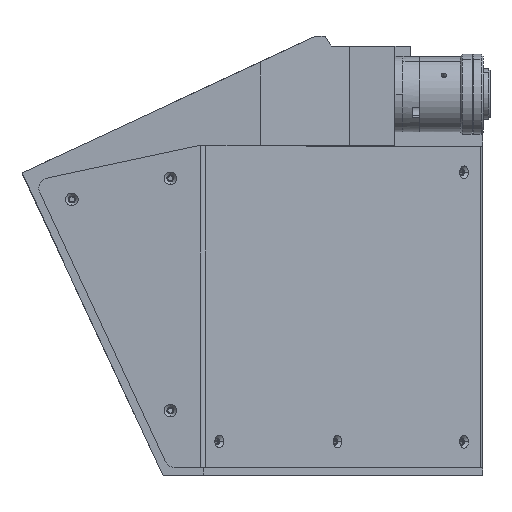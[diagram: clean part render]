
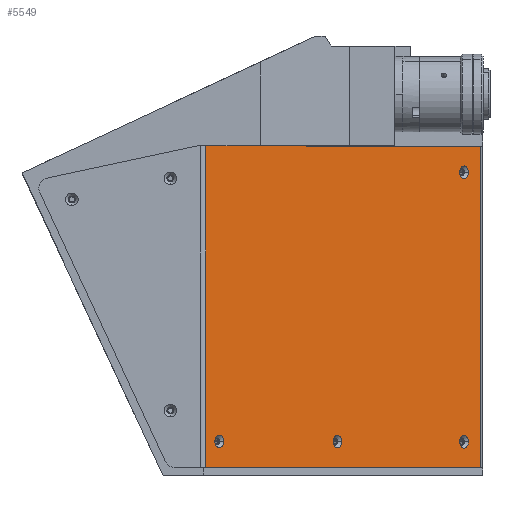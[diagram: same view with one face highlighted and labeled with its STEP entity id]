
A CAD part, top view. The second image highlights one B-rep face of the part: STEP entity #5549.
In plain terms, the highlighted planar face has unit normal (0.707, 0, 0.707).
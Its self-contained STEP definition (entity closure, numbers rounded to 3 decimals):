
#59 = CARTESIAN_POINT ( 'NONE',  ( 90.719, 57., 48.965 ) ) ;
#69 = AXIS2_PLACEMENT_3D ( 'NONE', #59, #5651, #7491 ) ;
#83 = CIRCLE ( 'NONE', #4678, 3.15 ) ;
#294 = DIRECTION ( 'NONE',  ( 0.707, 0., 0.707 ) ) ;
#600 = CARTESIAN_POINT ( 'NONE',  ( -39.716, 70., 179.4 ) ) ;
#632 = EDGE_CURVE ( 'NONE', #5653, #4871, #3445, .T. ) ;
#644 = EDGE_CURVE ( 'NONE', #3607, #6093, #5696, .T. ) ;
#692 = ORIENTED_EDGE ( 'NONE', *, *, #7141, .F. ) ;
#797 = VERTEX_POINT ( 'NONE', #2769 ) ;
#805 = AXIS2_PLACEMENT_3D ( 'NONE', #2994, #1207, #3110 ) ;
#821 = DIRECTION ( 'NONE',  ( 0., 1., 0. ) ) ;
#938 = DIRECTION ( 'NONE',  ( 0.707, 0., 0.707 ) ) ;
#1152 = CARTESIAN_POINT ( 'NONE',  ( -29.622, -78., 169.306 ) ) ;
#1207 = DIRECTION ( 'NONE',  ( 0.707, 0., 0.707 ) ) ;
#1401 = DIRECTION ( 'NONE',  ( 0.707, 0., 0.707 ) ) ;
#1430 = CARTESIAN_POINT ( 'NONE',  ( 90.719, -78., 48.965 ) ) ;
#1484 = VERTEX_POINT ( 'NONE', #5568 ) ;
#1502 = DIRECTION ( 'NONE',  ( 0., -1., 0. ) ) ;
#1772 = EDGE_CURVE ( 'NONE', #4871, #5653, #2679, .T. ) ;
#2244 = EDGE_LOOP ( 'NONE', ( #8315, #9829, #4658, #6391 ) ) ;
#2316 = DIRECTION ( 'NONE',  ( 0.707, 0., -0.707 ) ) ;
#2408 = VECTOR ( 'NONE', #821, 1000. ) ;
#2442 = CARTESIAN_POINT ( 'NONE',  ( 27.314, -78., 112.371 ) ) ;
#2458 = DIRECTION ( 'NONE',  ( 0.707, 0., -0.707 ) ) ;
#2526 = PLANE ( 'NONE',  #9687 ) ;
#2626 = CARTESIAN_POINT ( 'NONE',  ( -31.849, -78., 171.534 ) ) ;
#2679 = CIRCLE ( 'NONE', #8938, 3.15 ) ;
#2742 = CARTESIAN_POINT ( 'NONE',  ( 98.828, 70., 40.856 ) ) ;
#2763 = CARTESIAN_POINT ( 'NONE',  ( 90.719, 57., 48.965 ) ) ;
#2769 = CARTESIAN_POINT ( 'NONE',  ( 92.947, 57., 46.738 ) ) ;
#2808 = LINE ( 'NONE', #600, #10077 ) ;
#2831 = ORIENTED_EDGE ( 'NONE', *, *, #6609, .F. ) ;
#2994 = CARTESIAN_POINT ( 'NONE',  ( -31.849, -78., 171.534 ) ) ;
#3098 = ORIENTED_EDGE ( 'NONE', *, *, #632, .F. ) ;
#3110 = DIRECTION ( 'NONE',  ( 0.707, 0., -0.707 ) ) ;
#3445 = CIRCLE ( 'NONE', #7591, 3.15 ) ;
#3466 = CARTESIAN_POINT ( 'NONE',  ( -39.716, 346.506, 179.4 ) ) ;
#3516 = VERTEX_POINT ( 'NONE', #4166 ) ;
#3607 = VERTEX_POINT ( 'NONE', #12068 ) ;
#3741 = ORIENTED_EDGE ( 'NONE', *, *, #1772, .F. ) ;
#3821 = ORIENTED_EDGE ( 'NONE', *, *, #4867, .F. ) ;
#3938 = AXIS2_PLACEMENT_3D ( 'NONE', #2626, #4506, #11088 ) ;
#4166 = CARTESIAN_POINT ( 'NONE',  ( 25.086, -78., 114.598 ) ) ;
#4371 = AXIS2_PLACEMENT_3D ( 'NONE', #2763, #938, #9504 ) ;
#4420 = CARTESIAN_POINT ( 'NONE',  ( -38.544, 346.506, 178.228 ) ) ;
#4470 = EDGE_LOOP ( 'NONE', ( #12146, #2831 ) ) ;
#4506 = DIRECTION ( 'NONE',  ( 0.707, 0., 0.707 ) ) ;
#4622 = CARTESIAN_POINT ( 'NONE',  ( 90.719, -78., 48.965 ) ) ;
#4658 = ORIENTED_EDGE ( 'NONE', *, *, #8200, .F. ) ;
#4678 = AXIS2_PLACEMENT_3D ( 'NONE', #7945, #294, #11828 ) ;
#4718 = VECTOR ( 'NONE', #10088, 1000. ) ;
#4867 = EDGE_CURVE ( 'NONE', #6908, #3516, #83, .T. ) ;
#4871 = VERTEX_POINT ( 'NONE', #8942 ) ;
#4967 = EDGE_LOOP ( 'NONE', ( #7673, #7737 ) ) ;
#4999 = EDGE_CURVE ( 'NONE', #1484, #3607, #10769, .T. ) ;
#5056 = EDGE_CURVE ( 'NONE', #10957, #1484, #8109, .T. ) ;
#5114 = VECTOR ( 'NONE', #1502, 1000. ) ;
#5549 = ADVANCED_FACE ( 'NONE', ( #6195, #11386, #8134, #12270, #9756 ), #2526, .F. ) ;
#5568 = CARTESIAN_POINT ( 'NONE',  ( -38.544, -91., 178.228 ) ) ;
#5591 = CARTESIAN_POINT ( 'NONE',  ( 88.492, 57., 51.192 ) ) ;
#5651 = DIRECTION ( 'NONE',  ( 0.707, 0., 0.707 ) ) ;
#5653 = VERTEX_POINT ( 'NONE', #10390 ) ;
#5696 = LINE ( 'NONE', #11157, #2408 ) ;
#6062 = CARTESIAN_POINT ( 'NONE',  ( -38.544, 70., 178.228 ) ) ;
#6093 = VERTEX_POINT ( 'NONE', #2742 ) ;
#6195 = FACE_BOUND ( 'NONE', #10895, .T. ) ;
#6391 = ORIENTED_EDGE ( 'NONE', *, *, #5056, .T. ) ;
#6609 = EDGE_CURVE ( 'NONE', #11080, #797, #7558, .T. ) ;
#6908 = VERTEX_POINT ( 'NONE', #9458 ) ;
#6954 = EDGE_CURVE ( 'NONE', #797, #11080, #11839, .T. ) ;
#7092 = DIRECTION ( 'NONE',  ( 0.707, 0., 0.707 ) ) ;
#7141 = EDGE_CURVE ( 'NONE', #3516, #6908, #12175, .T. ) ;
#7407 = DIRECTION ( 'NONE',  ( 0.707, 0., -0.707 ) ) ;
#7491 = DIRECTION ( 'NONE',  ( 0.707, 0., -0.707 ) ) ;
#7521 = EDGE_LOOP ( 'NONE', ( #3741, #3098 ) ) ;
#7558 = CIRCLE ( 'NONE', #69, 3.15 ) ;
#7591 = AXIS2_PLACEMENT_3D ( 'NONE', #4622, #11193, #7407 ) ;
#7673 = ORIENTED_EDGE ( 'NONE', *, *, #10583, .F. ) ;
#7737 = ORIENTED_EDGE ( 'NONE', *, *, #8603, .F. ) ;
#7945 = CARTESIAN_POINT ( 'NONE',  ( 27.314, -78., 112.371 ) ) ;
#8087 = DIRECTION ( 'NONE',  ( 0.707, 0., -0.707 ) ) ;
#8109 = LINE ( 'NONE', #4420, #5114 ) ;
#8134 = FACE_BOUND ( 'NONE', #7521, .T. ) ;
#8200 = EDGE_CURVE ( 'NONE', #10957, #6093, #2808, .T. ) ;
#8315 = ORIENTED_EDGE ( 'NONE', *, *, #4999, .T. ) ;
#8568 = CIRCLE ( 'NONE', #3938, 3.15 ) ;
#8603 = EDGE_CURVE ( 'NONE', #8657, #9748, #11270, .T. ) ;
#8657 = VERTEX_POINT ( 'NONE', #10953 ) ;
#8938 = AXIS2_PLACEMENT_3D ( 'NONE', #1430, #7092, #8087 ) ;
#8942 = CARTESIAN_POINT ( 'NONE',  ( 92.947, -78., 46.738 ) ) ;
#9238 = CARTESIAN_POINT ( 'NONE',  ( -39.716, -91., 179.4 ) ) ;
#9458 = CARTESIAN_POINT ( 'NONE',  ( 29.541, -78., 110.143 ) ) ;
#9504 = DIRECTION ( 'NONE',  ( 0.707, 0., -0.707 ) ) ;
#9687 = AXIS2_PLACEMENT_3D ( 'NONE', #3466, #10112, #10022 ) ;
#9748 = VERTEX_POINT ( 'NONE', #1152 ) ;
#9756 = FACE_OUTER_BOUND ( 'NONE', #2244, .T. ) ;
#9829 = ORIENTED_EDGE ( 'NONE', *, *, #644, .T. ) ;
#10022 = DIRECTION ( 'NONE',  ( -0.707, 0., 0.707 ) ) ;
#10077 = VECTOR ( 'NONE', #2458, 1000. ) ;
#10088 = DIRECTION ( 'NONE',  ( 0.707, 0., -0.707 ) ) ;
#10112 = DIRECTION ( 'NONE',  ( -0.707, 0., -0.707 ) ) ;
#10390 = CARTESIAN_POINT ( 'NONE',  ( 88.492, -78., 51.192 ) ) ;
#10583 = EDGE_CURVE ( 'NONE', #9748, #8657, #8568, .T. ) ;
#10769 = LINE ( 'NONE', #9238, #4718 ) ;
#10895 = EDGE_LOOP ( 'NONE', ( #3821, #692 ) ) ;
#10953 = CARTESIAN_POINT ( 'NONE',  ( -34.077, -78., 173.761 ) ) ;
#10957 = VERTEX_POINT ( 'NONE', #6062 ) ;
#11080 = VERTEX_POINT ( 'NONE', #5591 ) ;
#11088 = DIRECTION ( 'NONE',  ( 0.707, 0., -0.707 ) ) ;
#11157 = CARTESIAN_POINT ( 'NONE',  ( 98.828, 346.506, 40.856 ) ) ;
#11193 = DIRECTION ( 'NONE',  ( 0.707, 0., 0.707 ) ) ;
#11270 = CIRCLE ( 'NONE', #805, 3.15 ) ;
#11366 = AXIS2_PLACEMENT_3D ( 'NONE', #2442, #1401, #2316 ) ;
#11386 = FACE_BOUND ( 'NONE', #4967, .T. ) ;
#11828 = DIRECTION ( 'NONE',  ( 0.707, 0., -0.707 ) ) ;
#11839 = CIRCLE ( 'NONE', #4371, 3.15 ) ;
#12068 = CARTESIAN_POINT ( 'NONE',  ( 98.828, -91., 40.856 ) ) ;
#12146 = ORIENTED_EDGE ( 'NONE', *, *, #6954, .F. ) ;
#12175 = CIRCLE ( 'NONE', #11366, 3.15 ) ;
#12270 = FACE_BOUND ( 'NONE', #4470, .T. ) ;
